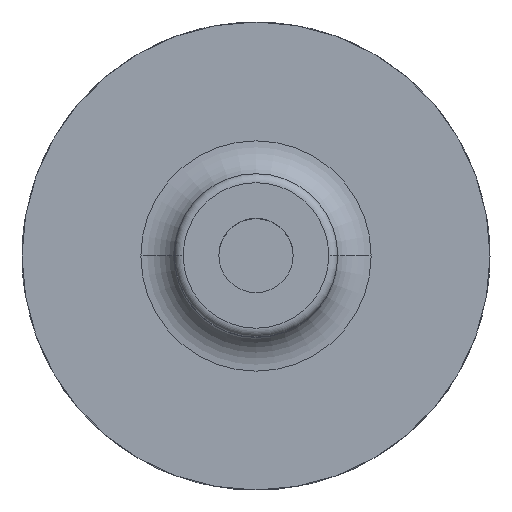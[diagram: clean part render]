
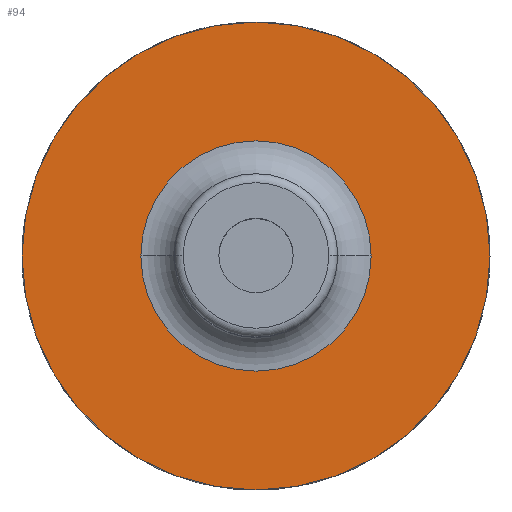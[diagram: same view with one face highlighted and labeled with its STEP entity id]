
A CAD part, top view. The second image highlights one B-rep face of the part: STEP entity #94.
In plain terms, the highlighted planar face has unit normal (0, 0, 1).
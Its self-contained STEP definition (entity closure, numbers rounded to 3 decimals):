
#5 = DIRECTION ( 'NONE',  ( 0., 0., -1. ) ) ;
#67 = PLANE ( 'NONE',  #1343 ) ;
#94 = ADVANCED_FACE ( 'NONE', ( #718, #1639 ), #67, .F. ) ;
#149 = ORIENTED_EDGE ( 'NONE', *, *, #821, .F. ) ;
#158 = EDGE_CURVE ( 'NONE', #1785, #1529, #1453, .T. ) ;
#197 = CIRCLE ( 'NONE', #716, 15.5 ) ;
#246 = EDGE_CURVE ( 'NONE', #445, #1220, #197, .T. ) ;
#325 = AXIS2_PLACEMENT_3D ( 'NONE', #520, #655, #1227 ) ;
#362 = DIRECTION ( 'NONE',  ( -1., 0., 0. ) ) ;
#445 = VERTEX_POINT ( 'NONE', #1363 ) ;
#470 = CARTESIAN_POINT ( 'NONE',  ( -15.5, 0., 27. ) ) ;
#520 = CARTESIAN_POINT ( 'NONE',  ( 0., 0., 27. ) ) ;
#531 = DIRECTION ( 'NONE',  ( 0., 0., -1. ) ) ;
#546 = CARTESIAN_POINT ( 'NONE',  ( 0., 0., 27. ) ) ;
#617 = EDGE_LOOP ( 'NONE', ( #1505, #149 ) ) ;
#625 = AXIS2_PLACEMENT_3D ( 'NONE', #1077, #797, #1510 ) ;
#634 = EDGE_LOOP ( 'NONE', ( #1592, #1820 ) ) ;
#648 = CARTESIAN_POINT ( 'NONE',  ( 31.5, 0., 27. ) ) ;
#655 = DIRECTION ( 'NONE',  ( 0., 0., -1. ) ) ;
#716 = AXIS2_PLACEMENT_3D ( 'NONE', #546, #531, #1679 ) ;
#718 = FACE_BOUND ( 'NONE', #634, .T. ) ;
#797 = DIRECTION ( 'NONE',  ( 0., 0., -1. ) ) ;
#821 = EDGE_CURVE ( 'NONE', #1529, #1785, #979, .T. ) ;
#979 = CIRCLE ( 'NONE', #1761, 31.5 ) ;
#1008 = DIRECTION ( 'NONE',  ( -1., 0., 0. ) ) ;
#1077 = CARTESIAN_POINT ( 'NONE',  ( 0., 0., 27. ) ) ;
#1091 = CIRCLE ( 'NONE', #325, 15.5 ) ;
#1157 = DIRECTION ( 'NONE',  ( 0., 0., -1. ) ) ;
#1220 = VERTEX_POINT ( 'NONE', #470 ) ;
#1227 = DIRECTION ( 'NONE',  ( -1., 0., 0. ) ) ;
#1343 = AXIS2_PLACEMENT_3D ( 'NONE', #1791, #1157, #362 ) ;
#1345 = CARTESIAN_POINT ( 'NONE',  ( -31.5, 0., 27. ) ) ;
#1363 = CARTESIAN_POINT ( 'NONE',  ( 15.5, 0., 27. ) ) ;
#1453 = CIRCLE ( 'NONE', #625, 31.5 ) ;
#1505 = ORIENTED_EDGE ( 'NONE', *, *, #158, .F. ) ;
#1510 = DIRECTION ( 'NONE',  ( -1., 0., 0. ) ) ;
#1529 = VERTEX_POINT ( 'NONE', #648 ) ;
#1555 = CARTESIAN_POINT ( 'NONE',  ( 0., 0., 27. ) ) ;
#1592 = ORIENTED_EDGE ( 'NONE', *, *, #1830, .T. ) ;
#1639 = FACE_OUTER_BOUND ( 'NONE', #617, .T. ) ;
#1679 = DIRECTION ( 'NONE',  ( -1., 0., 0. ) ) ;
#1761 = AXIS2_PLACEMENT_3D ( 'NONE', #1555, #5, #1008 ) ;
#1785 = VERTEX_POINT ( 'NONE', #1345 ) ;
#1791 = CARTESIAN_POINT ( 'NONE',  ( 0., 0., 27. ) ) ;
#1820 = ORIENTED_EDGE ( 'NONE', *, *, #246, .T. ) ;
#1830 = EDGE_CURVE ( 'NONE', #1220, #445, #1091, .T. ) ;
